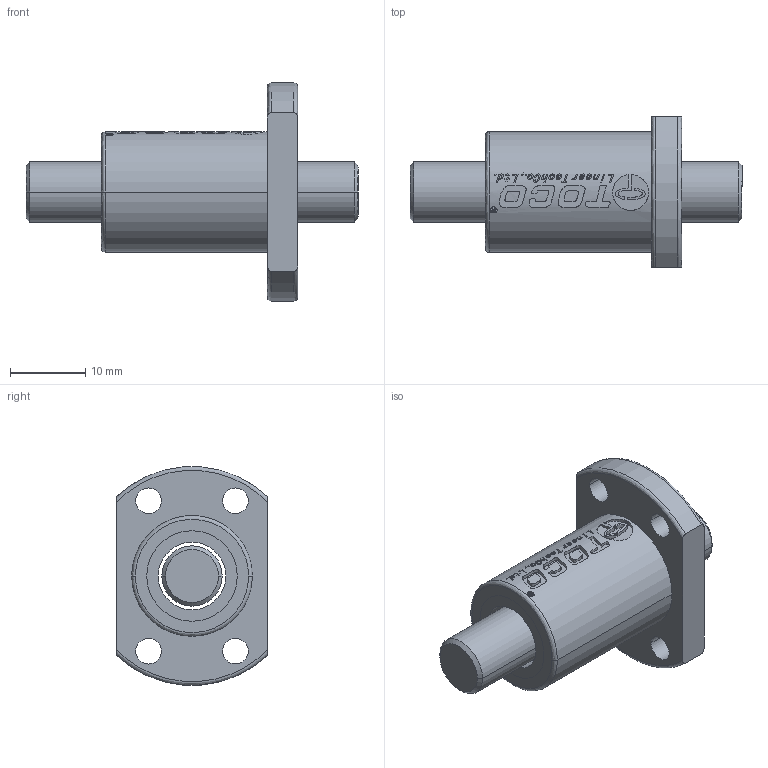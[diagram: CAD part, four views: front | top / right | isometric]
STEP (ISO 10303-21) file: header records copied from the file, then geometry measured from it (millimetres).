
FILE_DESCRIPTION (( 'STEP AP203' ), '1' );
FILE_NAME ('SFK0082.5.STEP', '2019-04-04T02:58:53', ( '' ), ( '' ), 'SwSTEP 2.0', 'SolidWorks 2015', '' );
FILE_SCHEMA (( 'CONFIG_CONTROL_DESIGN' ));
Length unit declared in the file: millimetre
Products named in the file (1): SFK0082.5
Bounding box: 44 x 20 x 28.9 mm (x, y, z)
Volume: 6926 mm3; surface area: 5082.3 mm2
Topology: 4 solids, 4 shells, 682 faces, 1902 edges, 1266 vertices
Faces by surface type: plane 608, cylinder 43, bspline 27, cone 4
Entity records: 23462 total; most frequent: CARTESIAN_POINT 7376, ORIENTED_EDGE 3804, DIRECTION 2760, EDGE_CURVE 1902, VECTOR 1278, LINE 1278, VERTEX_POINT 1266, AXIS2_PLACEMENT_3D 741
